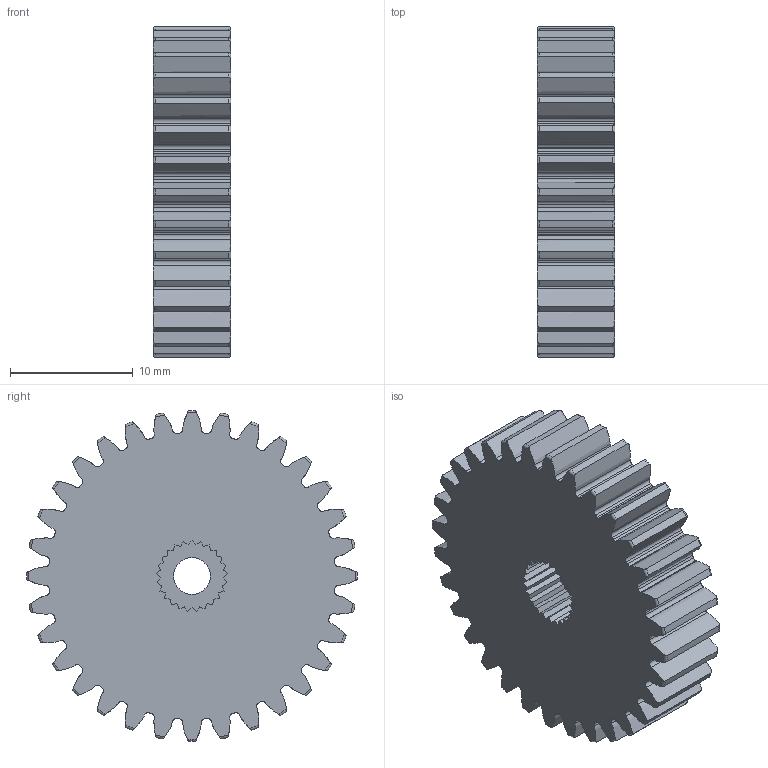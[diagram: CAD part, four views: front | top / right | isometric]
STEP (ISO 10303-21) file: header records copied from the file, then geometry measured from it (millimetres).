
FILE_DESCRIPTION (( 'STEP AP203' ), '1' );
FILE_NAME ('615310.STEP', '2014-09-24T16:51:24', ( 'Kyle' ), ( 'Microsoft' ), 'SwSTEP 2.0', 'SolidWorks 2014', '' );
FILE_SCHEMA (( 'CONFIG_CONTROL_DESIGN' ));
Length unit declared in the file: inch
Products named in the file (1): 615310
Bounding box: 6.35 x 26.99 x 26.99 mm (x, y, z)
Volume: 2329 mm3; surface area: 2216.1 mm2
Topology: 1 solids, 1 shells, 331 faces, 979 edges, 652 vertices
Faces by surface type: cylinder 147, torus 66, bspline 64, plane 54
Entity records: 13950 total; most frequent: CARTESIAN_POINT 5355, ORIENTED_EDGE 1958, DIRECTION 1621, EDGE_CURVE 979, VERTEX_POINT 652, AXIS2_PLACEMENT_3D 630, CIRCLE 362, VECTOR 361
